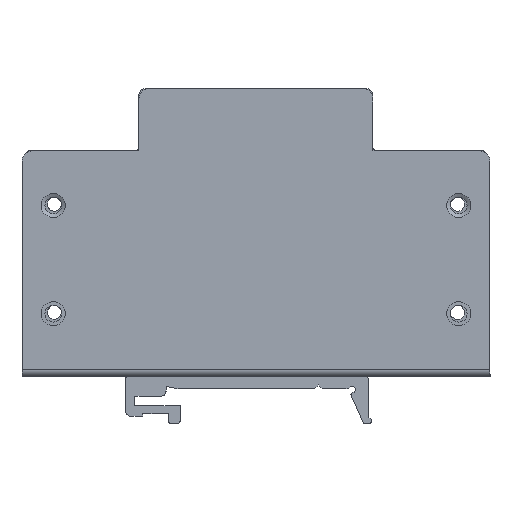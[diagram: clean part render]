
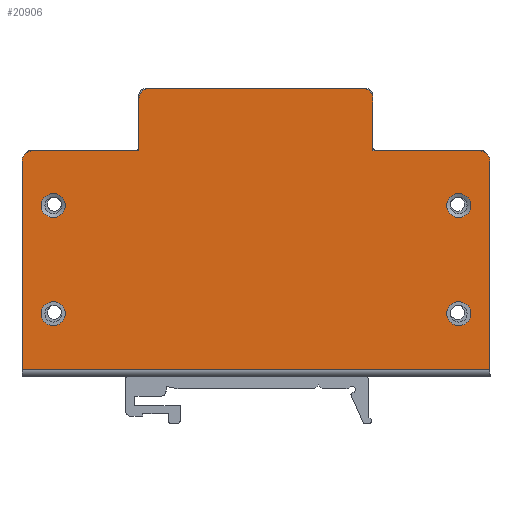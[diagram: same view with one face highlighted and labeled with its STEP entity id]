
A CAD part, left-side view. The second image highlights one B-rep face of the part: STEP entity #20906.
In plain terms, the highlighted planar face has unit normal (-1, 0, 0).
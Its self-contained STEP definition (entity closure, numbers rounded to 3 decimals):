
#76=FACE_BOUND('',#2726,.T.);
#77=FACE_BOUND('',#2727,.T.);
#78=FACE_BOUND('',#2728,.T.);
#79=FACE_BOUND('',#2729,.T.);
#1114=PLANE('',#22070);
#1672=FACE_OUTER_BOUND('',#2725,.T.);
#2725=EDGE_LOOP('',(#14886,#14887,#14888,#14889,#14890,#14891,#14892,#14893,
#14894,#14895,#14896,#14897));
#2726=EDGE_LOOP('',(#14898));
#2727=EDGE_LOOP('',(#14899));
#2728=EDGE_LOOP('',(#14900));
#2729=EDGE_LOOP('',(#14901));
#4685=CIRCLE('',#22016,2.31);
#4688=CIRCLE('',#22020,2.31);
#4691=CIRCLE('',#22024,2.31);
#4694=CIRCLE('',#22028,2.31);
#4726=CIRCLE('',#22071,2.);
#4727=CIRCLE('',#22072,2.);
#4728=CIRCLE('',#22073,2.);
#4729=CIRCLE('',#22074,2.);
#5815=LINE('',#31493,#7735);
#5816=LINE('',#31496,#7736);
#5827=LINE('',#31541,#7747);
#5828=LINE('',#31543,#7748);
#5829=LINE('',#31547,#7749);
#5830=LINE('',#31551,#7750);
#5831=LINE('',#31553,#7751);
#5832=LINE('',#31556,#7752);
#7735=VECTOR('',#24364,10.);
#7736=VECTOR('',#24367,10.);
#7747=VECTOR('',#24408,10.);
#7748=VECTOR('',#24409,10.);
#7749=VECTOR('',#24412,10.);
#7750=VECTOR('',#24415,10.);
#7751=VECTOR('',#24416,10.);
#7752=VECTOR('',#24419,10.);
#9653=VERTEX_POINT('',#31406);
#9656=VERTEX_POINT('',#31414);
#9659=VERTEX_POINT('',#31422);
#9662=VERTEX_POINT('',#31430);
#9683=VERTEX_POINT('',#31486);
#9686=VERTEX_POINT('',#31491);
#9687=VERTEX_POINT('',#31495);
#9705=VERTEX_POINT('',#31538);
#9706=VERTEX_POINT('',#31540);
#9707=VERTEX_POINT('',#31542);
#9708=VERTEX_POINT('',#31544);
#9709=VERTEX_POINT('',#31546);
#9710=VERTEX_POINT('',#31548);
#9711=VERTEX_POINT('',#31550);
#9712=VERTEX_POINT('',#31552);
#9713=VERTEX_POINT('',#31554);
#11649=EDGE_CURVE('',#9653,#9653,#4685,.T.);
#11653=EDGE_CURVE('',#9656,#9656,#4688,.T.);
#11657=EDGE_CURVE('',#9659,#9659,#4691,.T.);
#11661=EDGE_CURVE('',#9662,#9662,#4694,.T.);
#11692=EDGE_CURVE('',#9683,#9686,#5815,.T.);
#11693=EDGE_CURVE('',#9687,#9683,#5816,.T.);
#11715=EDGE_CURVE('',#9686,#9705,#4726,.T.);
#11716=EDGE_CURVE('',#9705,#9706,#5827,.T.);
#11717=EDGE_CURVE('',#9706,#9707,#5828,.T.);
#11718=EDGE_CURVE('',#9707,#9708,#4727,.T.);
#11719=EDGE_CURVE('',#9708,#9709,#5829,.T.);
#11720=EDGE_CURVE('',#9709,#9710,#4728,.T.);
#11721=EDGE_CURVE('',#9710,#9711,#5830,.T.);
#11722=EDGE_CURVE('',#9711,#9712,#5831,.T.);
#11723=EDGE_CURVE('',#9712,#9713,#4729,.T.);
#11724=EDGE_CURVE('',#9713,#9687,#5832,.T.);
#14886=ORIENTED_EDGE('',*,*,#11693,.T.);
#14887=ORIENTED_EDGE('',*,*,#11692,.T.);
#14888=ORIENTED_EDGE('',*,*,#11715,.T.);
#14889=ORIENTED_EDGE('',*,*,#11716,.T.);
#14890=ORIENTED_EDGE('',*,*,#11717,.T.);
#14891=ORIENTED_EDGE('',*,*,#11718,.T.);
#14892=ORIENTED_EDGE('',*,*,#11719,.T.);
#14893=ORIENTED_EDGE('',*,*,#11720,.T.);
#14894=ORIENTED_EDGE('',*,*,#11721,.T.);
#14895=ORIENTED_EDGE('',*,*,#11722,.T.);
#14896=ORIENTED_EDGE('',*,*,#11723,.T.);
#14897=ORIENTED_EDGE('',*,*,#11724,.T.);
#14898=ORIENTED_EDGE('',*,*,#11649,.T.);
#14899=ORIENTED_EDGE('',*,*,#11653,.T.);
#14900=ORIENTED_EDGE('',*,*,#11657,.T.);
#14901=ORIENTED_EDGE('',*,*,#11661,.T.);
#20906=ADVANCED_FACE('',(#1672,#76,#77,#78,#79),#1114,.T.);
#22016=AXIS2_PLACEMENT_3D('',#31407,#24271,#24272);
#22020=AXIS2_PLACEMENT_3D('',#31415,#24280,#24281);
#22024=AXIS2_PLACEMENT_3D('',#31423,#24289,#24290);
#22028=AXIS2_PLACEMENT_3D('',#31431,#24298,#24299);
#22070=AXIS2_PLACEMENT_3D('',#31537,#24404,#24405);
#22071=AXIS2_PLACEMENT_3D('',#31539,#24406,#24407);
#22072=AXIS2_PLACEMENT_3D('',#31545,#24410,#24411);
#22073=AXIS2_PLACEMENT_3D('',#31549,#24413,#24414);
#22074=AXIS2_PLACEMENT_3D('',#31555,#24417,#24418);
#24271=DIRECTION('center_axis',(1.,0.,0.));
#24272=DIRECTION('ref_axis',(0.,-1.,0.));
#24280=DIRECTION('center_axis',(1.,0.,0.));
#24281=DIRECTION('ref_axis',(0.,-1.,0.));
#24289=DIRECTION('center_axis',(1.,0.,0.));
#24290=DIRECTION('ref_axis',(0.,-1.,0.));
#24298=DIRECTION('center_axis',(1.,0.,0.));
#24299=DIRECTION('ref_axis',(0.,-1.,0.));
#24364=DIRECTION('',(0.,0.,-1.));
#24367=DIRECTION('',(0.,1.,0.));
#24404=DIRECTION('center_axis',(-1.,0.,0.));
#24405=DIRECTION('ref_axis',(0.,0.,
1.));
#24406=DIRECTION('center_axis',(-1.,0.,0.));
#24407=DIRECTION('ref_axis',(0.,1.,0.));
#24408=DIRECTION('',(0.,-1.,0.));
#24409=DIRECTION('',(0.,0.,-1.));
#24410=DIRECTION('center_axis',(-1.,0.,0.));
#24411=DIRECTION('ref_axis',(0.,1.,0.));
#24412=DIRECTION('',(0.,-1.,0.));
#24413=DIRECTION('center_axis',(-1.,0.,0.));
#24414=DIRECTION('ref_axis',(0.,0.,
-1.));
#24415=DIRECTION('',(0.,0.,1.));
#24416=DIRECTION('',(0.,-1.,0.));
#24417=DIRECTION('center_axis',(-1.,0.,0.));
#24418=DIRECTION('ref_axis',(0.,0.,
-1.));
#24419=DIRECTION('',(0.,0.,1.));
#31406=CARTESIAN_POINT('',(53.785,86.31,-31.907));
#31407=CARTESIAN_POINT('Origin',(53.785,84.,-31.907));
#31414=CARTESIAN_POINT('',(53.785,8.31,-11.107));
#31415=CARTESIAN_POINT('Origin',(53.785,6.,-11.107));
#31422=CARTESIAN_POINT('',(53.785,8.31,-31.907));
#31423=CARTESIAN_POINT('Origin',(53.785,6.,-31.907));
#31430=CARTESIAN_POINT('',(53.785,86.31,-11.107));
#31431=CARTESIAN_POINT('Origin',(53.785,84.,-11.107));
#31486=CARTESIAN_POINT('',(53.785,90.,-0.4));
#31491=CARTESIAN_POINT('',(53.785,90.,-40.407));
#31493=CARTESIAN_POINT('',(53.785,90.,248.585));
#31495=CARTESIAN_POINT('',(53.785,0.,-0.4));
#31496=CARTESIAN_POINT('',(53.785,22.5,-0.4));
#31537=CARTESIAN_POINT('Origin',(53.785,45.,104.089));
#31538=CARTESIAN_POINT('',(53.785,88.,-42.407));
#31539=CARTESIAN_POINT('Origin',(53.785,88.,-40.407));
#31540=CARTESIAN_POINT('',(53.785,67.5,-42.407));
#31541=CARTESIAN_POINT('',(53.785,88.,-42.407));
#31542=CARTESIAN_POINT('',(53.785,67.5,-52.407));
#31543=CARTESIAN_POINT('',(53.785,67.5,-42.407));
#31544=CARTESIAN_POINT('',(53.785,65.5,-54.407));
#31545=CARTESIAN_POINT('Origin',(53.785,65.5,-52.407));
#31546=CARTESIAN_POINT('',(53.785,24.5,-54.407));
#31547=CARTESIAN_POINT('',(53.785,65.5,-54.407));
#31548=CARTESIAN_POINT('',(53.785,22.5,-52.407));
#31549=CARTESIAN_POINT('Origin',(53.785,24.5,-52.407));
#31550=CARTESIAN_POINT('',(53.785,22.5,-42.407));
#31551=CARTESIAN_POINT('',(53.785,22.5,-52.407));
#31552=CARTESIAN_POINT('',(53.785,2.,-42.407));
#31553=CARTESIAN_POINT('',(53.785,22.5,-42.407));
#31554=CARTESIAN_POINT('',(53.785,0.,-40.407));
#31555=CARTESIAN_POINT('Origin',(53.785,2.,-40.407));
#31556=CARTESIAN_POINT('',(53.785,0.,-40.407));
